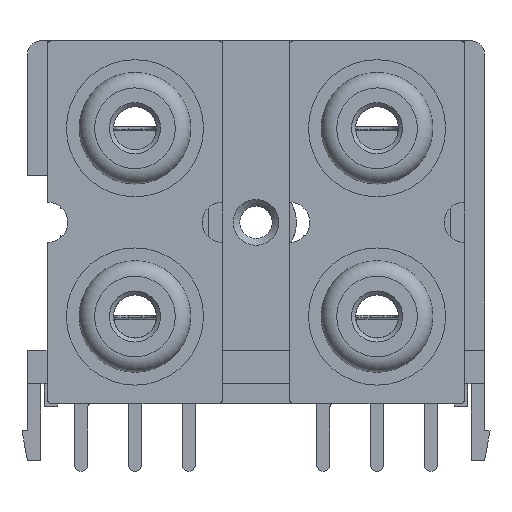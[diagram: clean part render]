
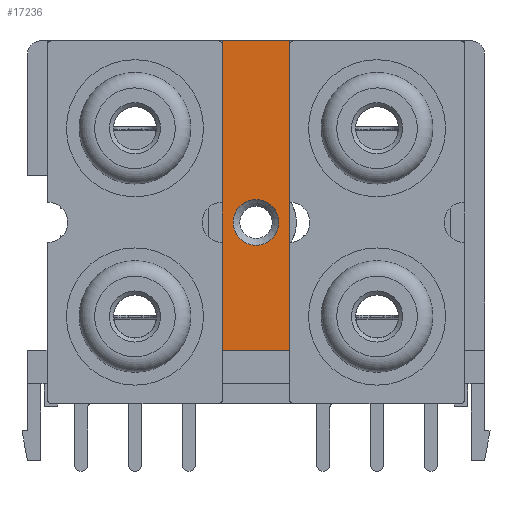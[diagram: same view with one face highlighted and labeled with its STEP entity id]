
A CAD part, left-side view. The second image highlights one B-rep face of the part: STEP entity #17236.
In plain terms, the highlighted planar face has unit normal (-1, 0, 0).
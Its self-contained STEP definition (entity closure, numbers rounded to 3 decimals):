
#4483 = PLANE('',#4484);
#4484 = AXIS2_PLACEMENT_3D('',#4485,#4486,#4487);
#4485 = CARTESIAN_POINT('',(0.,-17.,0.));
#4486 = DIRECTION('',(0.,0.,1.));
#4487 = DIRECTION('',(1.,0.,0.));
#8295 = PLANE('',#8296);
#8296 = AXIS2_PLACEMENT_3D('',#8297,#8298,#8299);
#8297 = CARTESIAN_POINT('',(0.,-2.5,0.));
#8298 = DIRECTION('',(0.,1.,0.));
#8299 = DIRECTION('',(0.,0.,1.));
#11080 = PLANE('',#11081);
#11081 = AXIS2_PLACEMENT_3D('',#11082,#11083,#11084);
#11082 = CARTESIAN_POINT('',(0.,-17.,23.));
#11083 = DIRECTION('',(0.,0.,1.));
#11084 = DIRECTION('',(1.,0.,0.));
#11554 = VERTEX_POINT('',#11555);
#11555 = CARTESIAN_POINT('',(0.,2.5,0.));
#11569 = PLANE('',#11570);
#11570 = AXIS2_PLACEMENT_3D('',#11571,#11572,#11573);
#11571 = CARTESIAN_POINT('',(0.,2.5,0.));
#11572 = DIRECTION('',(0.,1.,0.));
#11573 = DIRECTION('',(0.,0.,1.));
#11581 = EDGE_CURVE('',#11582,#11554,#11584,.T.);
#11582 = VERTEX_POINT('',#11583);
#11583 = CARTESIAN_POINT('',(0.,-2.5,0.));
#11584 = SURFACE_CURVE('',#11585,(#11589,#11596),.PCURVE_S1.);
#11585 = LINE('',#11586,#11587);
#11586 = CARTESIAN_POINT('',(0.,-17.,0.));
#11587 = VECTOR('',#11588,1.);
#11588 = DIRECTION('',(0.,1.,0.));
#11589 = PCURVE('',#4483,#11590);
#11590 = DEFINITIONAL_REPRESENTATION('',(#11591),#11595);
#11591 = LINE('',#11592,#11593);
#11592 = CARTESIAN_POINT('',(0.,0.));
#11593 = VECTOR('',#11594,1.);
#11594 = DIRECTION('',(0.,1.));
#11595 = ( GEOMETRIC_REPRESENTATION_CONTEXT(2) 
PARAMETRIC_REPRESENTATION_CONTEXT() REPRESENTATION_CONTEXT('2D SPACE',''
  ) );
#11596 = PCURVE('',#11597,#11602);
#11597 = PLANE('',#11598);
#11598 = AXIS2_PLACEMENT_3D('',#11599,#11600,#11601);
#11599 = CARTESIAN_POINT('',(0.,-17.,0.));
#11600 = DIRECTION('',(1.,0.,0.));
#11601 = DIRECTION('',(0.,0.,1.));
#11602 = DEFINITIONAL_REPRESENTATION('',(#11603),#11607);
#11603 = LINE('',#11604,#11605);
#11604 = CARTESIAN_POINT('',(0.,0.));
#11605 = VECTOR('',#11606,1.);
#11606 = DIRECTION('',(0.,-1.));
#11607 = ( GEOMETRIC_REPRESENTATION_CONTEXT(2) 
PARAMETRIC_REPRESENTATION_CONTEXT() REPRESENTATION_CONTEXT('2D SPACE',''
  ) );
#14390 = EDGE_CURVE('',#11582,#14391,#14393,.T.);
#14391 = VERTEX_POINT('',#14392);
#14392 = CARTESIAN_POINT('',(0.,-2.5,13.));
#14393 = SURFACE_CURVE('',#14394,(#14398,#14405),.PCURVE_S1.);
#14394 = LINE('',#14395,#14396);
#14395 = CARTESIAN_POINT('',(0.,-2.5,0.));
#14396 = VECTOR('',#14397,1.);
#14397 = DIRECTION('',(0.,0.,1.));
#14398 = PCURVE('',#8295,#14399);
#14399 = DEFINITIONAL_REPRESENTATION('',(#14400),#14404);
#14400 = LINE('',#14401,#14402);
#14401 = CARTESIAN_POINT('',(0.,0.));
#14402 = VECTOR('',#14403,1.);
#14403 = DIRECTION('',(1.,0.));
#14404 = ( GEOMETRIC_REPRESENTATION_CONTEXT(2) 
PARAMETRIC_REPRESENTATION_CONTEXT() REPRESENTATION_CONTEXT('2D SPACE',''
  ) );
#14405 = PCURVE('',#11597,#14406);
#14406 = DEFINITIONAL_REPRESENTATION('',(#14407),#14411);
#14407 = LINE('',#14408,#14409);
#14408 = CARTESIAN_POINT('',(0.,-14.5));
#14409 = VECTOR('',#14410,1.);
#14410 = DIRECTION('',(1.,0.));
#14411 = ( GEOMETRIC_REPRESENTATION_CONTEXT(2) 
PARAMETRIC_REPRESENTATION_CONTEXT() REPRESENTATION_CONTEXT('2D SPACE',''
  ) );
#14427 = PLANE('',#14428);
#14428 = AXIS2_PLACEMENT_3D('',#14429,#14430,#14431);
#14429 = CARTESIAN_POINT('',(0.,-2.5,0.));
#14430 = DIRECTION('',(0.,1.,0.));
#14431 = DIRECTION('',(0.,0.,1.));
#15031 = VERTEX_POINT('',#15032);
#15032 = CARTESIAN_POINT('',(0.,2.5,23.));
#15053 = EDGE_CURVE('',#15054,#15031,#15056,.T.);
#15054 = VERTEX_POINT('',#15055);
#15055 = CARTESIAN_POINT('',(0.,-2.5,23.));
#15056 = SURFACE_CURVE('',#15057,(#15061,#15068),.PCURVE_S1.);
#15057 = LINE('',#15058,#15059);
#15058 = CARTESIAN_POINT('',(0.,-17.,23.));
#15059 = VECTOR('',#15060,1.);
#15060 = DIRECTION('',(0.,1.,0.));
#15061 = PCURVE('',#11080,#15062);
#15062 = DEFINITIONAL_REPRESENTATION('',(#15063),#15067);
#15063 = LINE('',#15064,#15065);
#15064 = CARTESIAN_POINT('',(0.,0.));
#15065 = VECTOR('',#15066,1.);
#15066 = DIRECTION('',(0.,1.));
#15067 = ( GEOMETRIC_REPRESENTATION_CONTEXT(2) 
PARAMETRIC_REPRESENTATION_CONTEXT() REPRESENTATION_CONTEXT('2D SPACE',''
  ) );
#15068 = PCURVE('',#11597,#15069);
#15069 = DEFINITIONAL_REPRESENTATION('',(#15070),#15074);
#15070 = LINE('',#15071,#15072);
#15071 = CARTESIAN_POINT('',(23.,0.));
#15072 = VECTOR('',#15073,1.);
#15073 = DIRECTION('',(0.,-1.));
#15074 = ( GEOMETRIC_REPRESENTATION_CONTEXT(2) 
PARAMETRIC_REPRESENTATION_CONTEXT() REPRESENTATION_CONTEXT('2D SPACE',''
  ) );
#17236 = ADVANCED_FACE('',(#17237,#17268),#11597,.F.);
#17237 = FACE_BOUND('',#17238,.F.);
#17238 = EDGE_LOOP('',(#17239));
#17239 = ORIENTED_EDGE('',*,*,#17240,.F.);
#17240 = EDGE_CURVE('',#17241,#17241,#17243,.T.);
#17241 = VERTEX_POINT('',#17242);
#17242 = CARTESIAN_POINT('',(0.,0.,7.8));
#17243 = SURFACE_CURVE('',#17244,(#17249,#17256),.PCURVE_S1.);
#17244 = CIRCLE('',#17245,1.7);
#17245 = AXIS2_PLACEMENT_3D('',#17246,#17247,#17248);
#17246 = CARTESIAN_POINT('',(0.,0.,9.5));
#17247 = DIRECTION('',(1.,-0.,0.));
#17248 = DIRECTION('',(0.,0.,-1.));
#17249 = PCURVE('',#11597,#17250);
#17250 = DEFINITIONAL_REPRESENTATION('',(#17251),#17255);
#17251 = CIRCLE('',#17252,1.7);
#17252 = AXIS2_PLACEMENT_2D('',#17253,#17254);
#17253 = CARTESIAN_POINT('',(9.5,-17.));
#17254 = DIRECTION('',(-1.,0.));
#17255 = ( GEOMETRIC_REPRESENTATION_CONTEXT(2) 
PARAMETRIC_REPRESENTATION_CONTEXT() REPRESENTATION_CONTEXT('2D SPACE',''
  ) );
#17256 = PCURVE('',#17257,#17262);
#17257 = CONICAL_SURFACE('',#17258,1.2,0.785);
#17258 = AXIS2_PLACEMENT_3D('',#17259,#17260,#17261);
#17259 = CARTESIAN_POINT('',(0.5,0.,9.5));
#17260 = DIRECTION('',(-1.,0.,0.));
#17261 = DIRECTION('',(0.,0.,-1.));
#17262 = DEFINITIONAL_REPRESENTATION('',(#17263),#17267);
#17263 = LINE('',#17264,#17265);
#17264 = CARTESIAN_POINT('',(-0.,0.5));
#17265 = VECTOR('',#17266,1.);
#17266 = DIRECTION('',(-1.,0.));
#17267 = ( GEOMETRIC_REPRESENTATION_CONTEXT(2) 
PARAMETRIC_REPRESENTATION_CONTEXT() REPRESENTATION_CONTEXT('2D SPACE',''
  ) );
#17268 = FACE_BOUND('',#17269,.F.);
#17269 = EDGE_LOOP('',(#17270,#17271,#17292,#17293,#17294));
#17270 = ORIENTED_EDGE('',*,*,#15053,.F.);
#17271 = ORIENTED_EDGE('',*,*,#17272,.F.);
#17272 = EDGE_CURVE('',#14391,#15054,#17273,.T.);
#17273 = SURFACE_CURVE('',#17274,(#17278,#17285),.PCURVE_S1.);
#17274 = LINE('',#17275,#17276);
#17275 = CARTESIAN_POINT('',(0.,-2.5,0.));
#17276 = VECTOR('',#17277,1.);
#17277 = DIRECTION('',(0.,0.,1.));
#17278 = PCURVE('',#11597,#17279);
#17279 = DEFINITIONAL_REPRESENTATION('',(#17280),#17284);
#17280 = LINE('',#17281,#17282);
#17281 = CARTESIAN_POINT('',(0.,-14.5));
#17282 = VECTOR('',#17283,1.);
#17283 = DIRECTION('',(1.,0.));
#17284 = ( GEOMETRIC_REPRESENTATION_CONTEXT(2) 
PARAMETRIC_REPRESENTATION_CONTEXT() REPRESENTATION_CONTEXT('2D SPACE',''
  ) );
#17285 = PCURVE('',#14427,#17286);
#17286 = DEFINITIONAL_REPRESENTATION('',(#17287),#17291);
#17287 = LINE('',#17288,#17289);
#17288 = CARTESIAN_POINT('',(0.,0.));
#17289 = VECTOR('',#17290,1.);
#17290 = DIRECTION('',(1.,0.));
#17291 = ( GEOMETRIC_REPRESENTATION_CONTEXT(2) 
PARAMETRIC_REPRESENTATION_CONTEXT() REPRESENTATION_CONTEXT('2D SPACE',''
  ) );
#17292 = ORIENTED_EDGE('',*,*,#14390,.F.);
#17293 = ORIENTED_EDGE('',*,*,#11581,.T.);
#17294 = ORIENTED_EDGE('',*,*,#17295,.T.);
#17295 = EDGE_CURVE('',#11554,#15031,#17296,.T.);
#17296 = SURFACE_CURVE('',#17297,(#17301,#17308),.PCURVE_S1.);
#17297 = LINE('',#17298,#17299);
#17298 = CARTESIAN_POINT('',(0.,2.5,0.));
#17299 = VECTOR('',#17300,1.);
#17300 = DIRECTION('',(0.,0.,1.));
#17301 = PCURVE('',#11597,#17302);
#17302 = DEFINITIONAL_REPRESENTATION('',(#17303),#17307);
#17303 = LINE('',#17304,#17305);
#17304 = CARTESIAN_POINT('',(0.,-19.5));
#17305 = VECTOR('',#17306,1.);
#17306 = DIRECTION('',(1.,0.));
#17307 = ( GEOMETRIC_REPRESENTATION_CONTEXT(2) 
PARAMETRIC_REPRESENTATION_CONTEXT() REPRESENTATION_CONTEXT('2D SPACE',''
  ) );
#17308 = PCURVE('',#11569,#17309);
#17309 = DEFINITIONAL_REPRESENTATION('',(#17310),#17314);
#17310 = LINE('',#17311,#17312);
#17311 = CARTESIAN_POINT('',(0.,0.));
#17312 = VECTOR('',#17313,1.);
#17313 = DIRECTION('',(1.,0.));
#17314 = ( GEOMETRIC_REPRESENTATION_CONTEXT(2) 
PARAMETRIC_REPRESENTATION_CONTEXT() REPRESENTATION_CONTEXT('2D SPACE',''
  ) );
